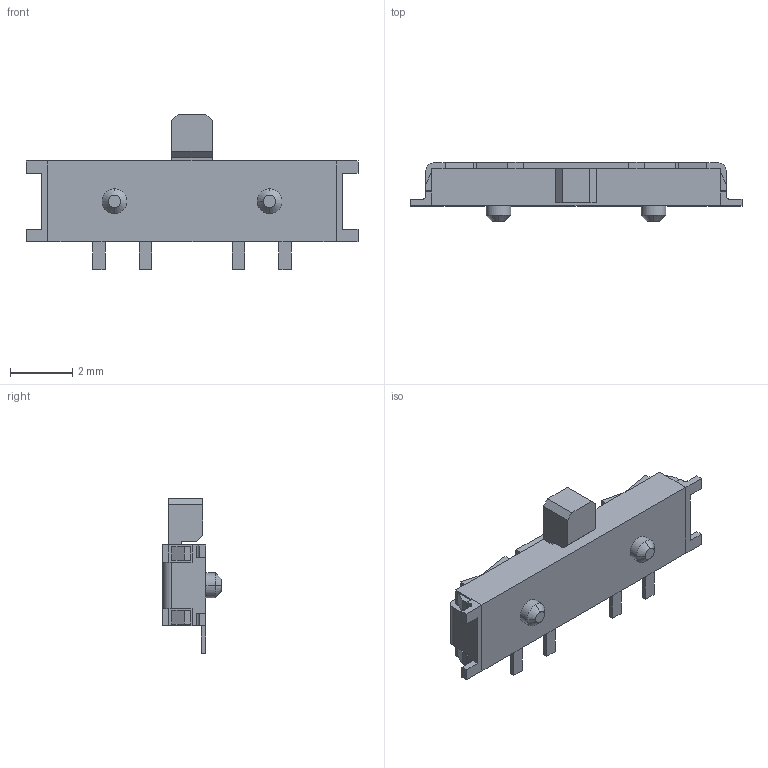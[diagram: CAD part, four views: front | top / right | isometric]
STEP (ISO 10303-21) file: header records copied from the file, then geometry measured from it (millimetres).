
FILE_DESCRIPTION (( 'STEP AP214' ), '1' );
FILE_NAME ('SSSS812201.STEP', '2011-03-28T11:33:45', ( '' ), ( '' ), 'SwSTEP 2.0', 'SolidWorks 2007', '' );
FILE_SCHEMA (( 'AUTOMOTIVE_DESIGN' ));
Length unit declared in the file: millimetre
Products named in the file (1): SSSS812201
Bounding box: 10.7 x 1.9 x 5 mm (x, y, z)
Volume: 37.3 mm3; surface area: 102.4 mm2
Topology: 1 solids, 1 shells, 146 faces, 374 edges, 236 vertices
Faces by surface type: plane 126, cylinder 14, cone 6
Entity records: 5373 total; most frequent: CARTESIAN_POINT 757, ORIENTED_EDGE 748, DIRECTION 706, EDGE_CURVE 374, VECTOR 336, LINE 336, VERTEX_POINT 236, AXIS2_PLACEMENT_3D 185
